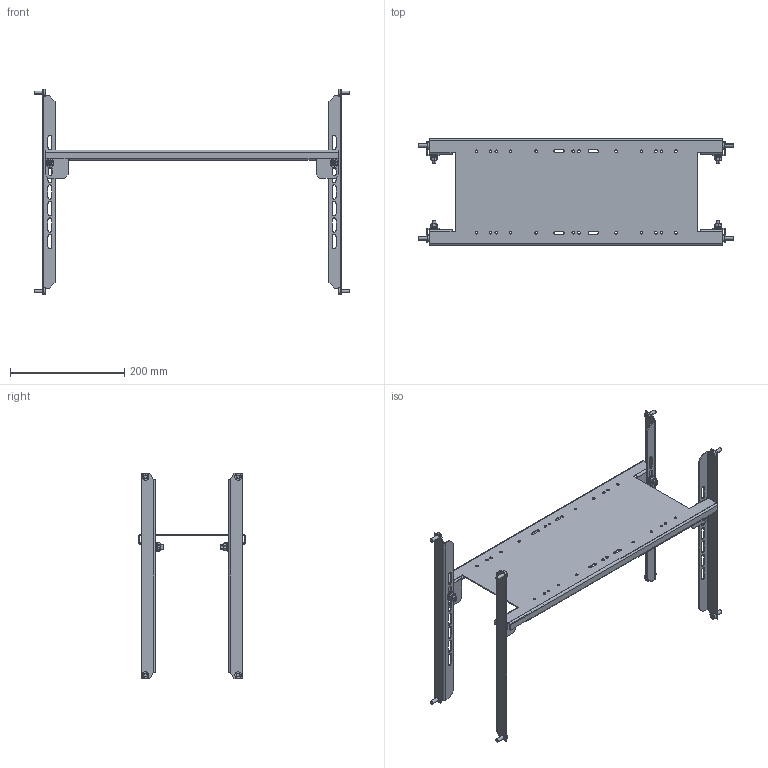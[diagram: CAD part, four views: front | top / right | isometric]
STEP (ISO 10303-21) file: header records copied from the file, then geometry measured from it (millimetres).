
FILE_DESCRIPTION (( 'STEP AP214' ), '1' );
FILE_NAME ('MPFU0801 Ïëàòà ìîíòàæíàÿ AV POWER 2.step', '2020-11-05T18:35:11', ( '' ), ( '' ), 'SwSTEP 2.0', 'SolidWorks 2019', '' );
FILE_SCHEMA (( 'AUTOMOTIVE_DESIGN' ));
Length unit declared in the file: millimetre
Products named in the file (61): Ãàéêà ÃÎÑÒ 5927-70; Âèíò Ì6 DIN 7985; Âèíò ñàìîíàðåçàþùèé Ì6 DIN 7516À; MPFU0801 Ïëàòà ìîíòàæíàÿ AV POWER 2; ﾘ琺矜 01.019 ﾃﾎﾑﾒ11371-78; AVT001.10.08.01 Ïëàòà ìîíòàæíàÿ AV Power 2_èçâ0135_10.20_00; ﾘ琺矜 65ﾃ 019 ﾃﾎﾑﾒ 6402-70; Âèíò Ì6 DIN 7985_6å20; ﾘ琺矜 65ﾃ 019 ﾃﾎﾑﾒ 6402-70_6; Âèíò ñàìîíàðåçàþùèé Ì6 DIN 7516À_6å16; AVT001.10.08.01 Ïëàòà ìîíòàæíàÿ AV Power 2_èçâ0135_10.20; AVT001.10.03.02 Óãîëîê ìîíòàæíûé_èçâ0009_05.18; ﾘ琺矜 01.019 ﾃﾎﾑﾒ11371-78_6; Ãàéêà ÃÎÑÒ 5927-70_6.6G.8; AVT001.10.03.02 Óãîëîê ìîíòàæíûé_èçâ0009_05.18_00
Assembly tree (53 placements, depth 2):
  Ãàéêà ÃÎÑÒ 5927-70
  Âèíò Ì6 DIN 7985
  Âèíò Ì6 DIN 7985
  Âèíò ñàìîíàðåçàþùèé Ì6 DIN 7516À
  MPFU0801 Ïëàòà ìîíòàæíàÿ AV POWER 2
    AVT001.10.08.01 Ïëàòà ìîíòàæíàÿ AV Power 2_èçâ0135_10.20_00
    AVT001.10.03.02 Óãîëîê ìîíòàæíûé_èçâ0009_05.18_00  x4
    Âèíò ñàìîíàðåçàþùèé Ì6 DIN 7516À_6å16  x8
    Âèíò Ì6 DIN 7985_6å20  x8
    ﾘ琺矜 65ﾃ 019 ﾃﾎﾑﾒ 6402-70_6  x8
    ﾘ琺矜 01.019 ﾃﾎﾑﾒ11371-78_6  x16
    Ãàéêà ÃÎÑÒ 5927-70_6.6G.8  x8
Bounding box: 554 x 187 x 360 mm (x, y, z)
Volume: 364940.8 mm3; surface area: 381018.7 mm2
Topology: 53 solids, 53 shells, 1062 faces, 2652 edges, 1712 vertices
Faces by surface type: plane 602, cylinder 348, cone 80, sphere 32
Entity records: 11314 total; most frequent: DIRECTION 1873, CARTESIAN_POINT 1851, ORIENTED_EDGE 1658, EDGE_CURVE 829, AXIS2_PLACEMENT_3D 686, VERTEX_POINT 528, LINE 501, VECTOR 501
